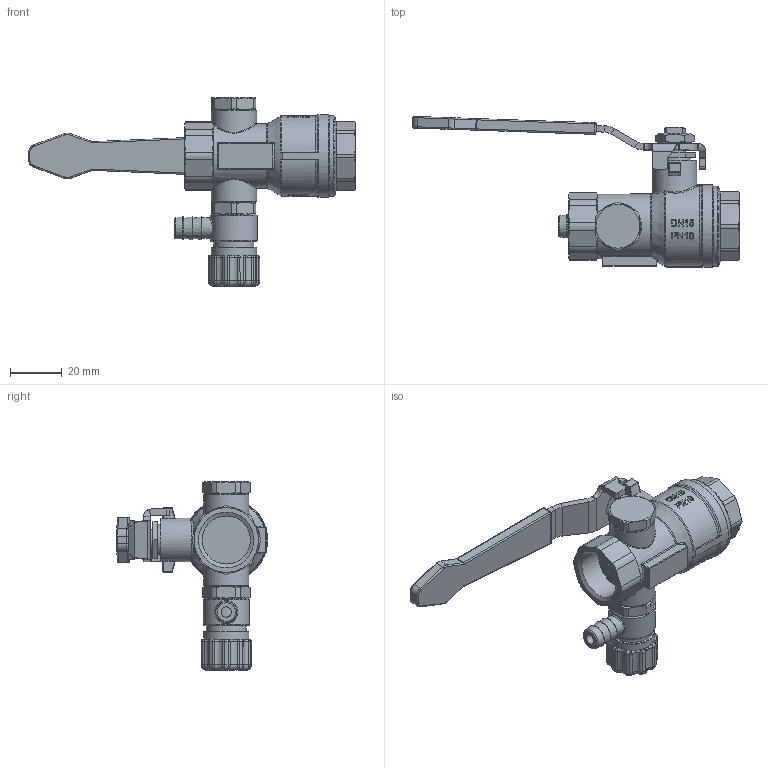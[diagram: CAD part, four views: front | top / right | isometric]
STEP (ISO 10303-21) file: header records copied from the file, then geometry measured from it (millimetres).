
FILE_DESCRIPTION (( 'STEP AP214' ), '1' );
FILE_NAME ('DVGW-012-W0E-4 Kugelhahn Entleerventil 2205.STEP', '2022-05-11T11:18:09', ( '' ), ( '' ), 'SwSTEP 2.0', 'SolidWorks 2019', '' );
FILE_SCHEMA (( 'AUTOMOTIVE_DESIGN' ));
Length unit declared in the file: millimetre
Products named in the file (1): DVGW-012-W0E-4 Kugelhahn Entleerventil 2205
Bounding box: 126.46 x 58.5 x 72.87 mm (x, y, z)
Volume: 57119.6 mm3; surface area: 17682.3 mm2
Topology: 1 solids, 1 shells, 780 faces, 1967 edges, 1179 vertices
Faces by surface type: plane 254, cylinder 190, bspline 156, cone 77, torus 67, sphere 36
Full cylindrical faces by diameter (mm): 4 x1, 8 x2, 12.124 x1, 15.5 x1, 17 x3, 17.5 x3, 18 x1, 18.631 x2, 25 x1, 31 x1, 32 x1
Entity records: 39050 total; most frequent: CARTESIAN_POINT 20415, ORIENTED_EDGE 3706, DIRECTION 2145, EDGE_CURVE 1853, B_SPLINE_CURVE_WITH_KNOTS 1219, VERTEX_POINT 1163, AXIS2_PLACEMENT_3D 886, EDGE_LOOP 868
